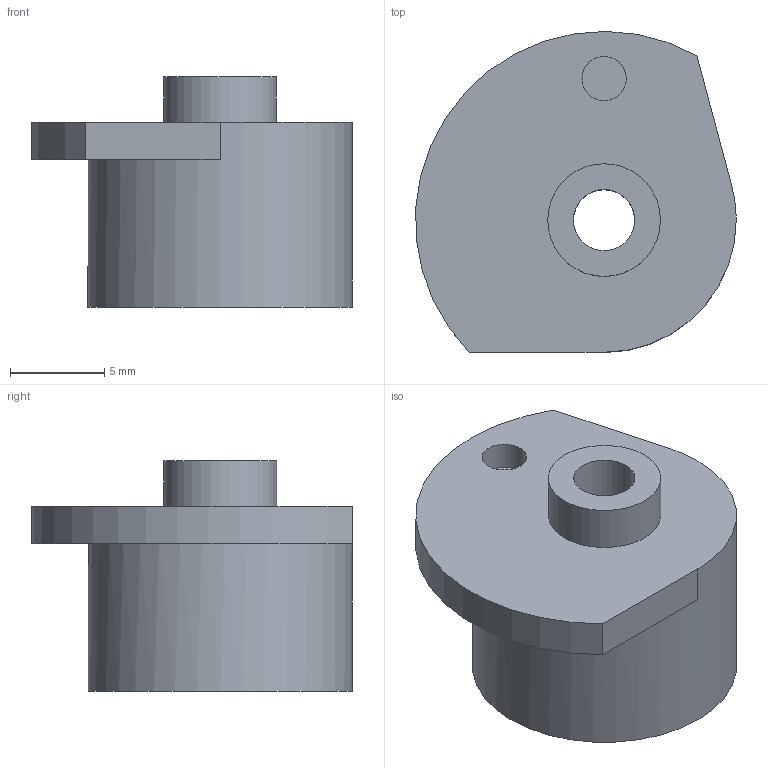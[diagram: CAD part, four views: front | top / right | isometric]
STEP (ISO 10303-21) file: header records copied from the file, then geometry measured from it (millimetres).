
FILE_DESCRIPTION(/* description */ (''),/* implementation_level */ '2;1');
FILE_NAME(/* name */ 'NTWS_BMP020_001_P_003.stp',/* time_stamp */ '2024-05-03T12:25:01+02:00',/* author */ ('faricci'),/* organization */ ('IIT'),/* preprocessor_version */ 'ST-DEVELOPER v20',/* originating_system */ 'Autodesk Inventor 2025',/* authorisation */ '');
FILE_SCHEMA (('AUTOMOTIVE_DESIGN { 1 0 10303 214 3 1 1 }'));
Length unit declared in the file: millimetre
Products named in the file (1): NTWS_BMP020_001_P_003
Bounding box: 16.98 x 17 x 12.2 mm (x, y, z)
Volume: 1611.3 mm3; surface area: 1144.3 mm2
Topology: 1 solids, 1 shells, 16 faces, 30 edges, 20 vertices
Faces by surface type: plane 9, cylinder 7
Full cylindrical faces by diameter (mm): 2 x2, 2.35 x1, 3.242 x1, 5.97 x1, 14 x1
Entity records: 464 total; most frequent: DIRECTION 80, CARTESIAN_POINT 67, ORIENTED_EDGE 60, AXIS2_PLACEMENT_3D 33, EDGE_CURVE 30, EDGE_LOOP 22, VERTEX_POINT 20, FACE_OUTER_BOUND 16
